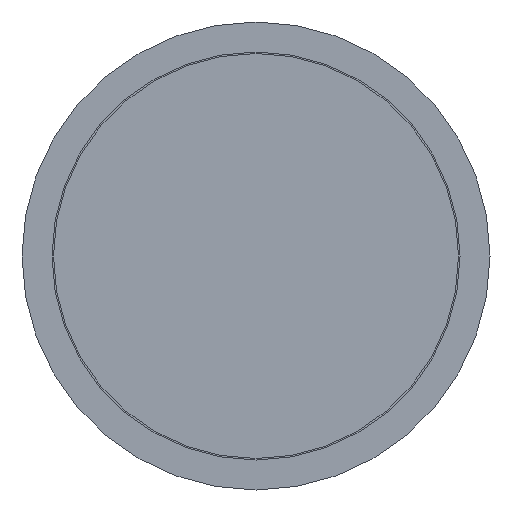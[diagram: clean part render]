
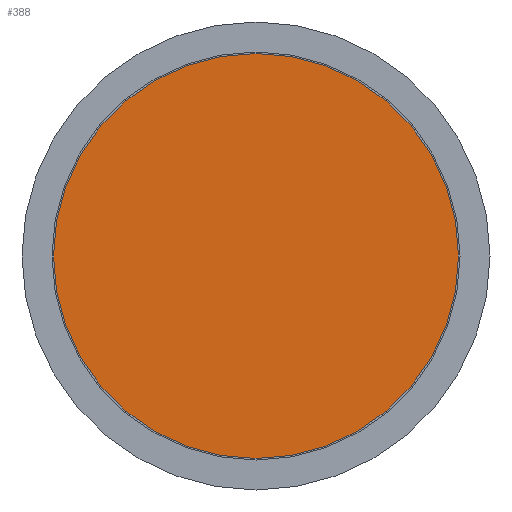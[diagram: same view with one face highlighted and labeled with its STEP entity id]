
A CAD part, front view. The second image highlights one B-rep face of the part: STEP entity #388.
In plain terms, the highlighted planar face has unit normal (0, -1, 0).
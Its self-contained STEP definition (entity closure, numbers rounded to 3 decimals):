
#14 = DIRECTION ( 'NONE',  ( 0., 0., -1. ) ) ;
#16 = CARTESIAN_POINT ( 'NONE',  ( -33.75, 0., 0. ) ) ;
#94 = PLANE ( 'NONE',  #210 ) ;
#104 = EDGE_LOOP ( 'NONE', ( #207 ) ) ;
#185 = DIRECTION ( 'NONE',  ( 0., 1., 0. ) ) ;
#191 = CIRCLE ( 'NONE', #545, 33.75 ) ;
#207 = ORIENTED_EDGE ( 'NONE', *, *, #456, .T. ) ;
#210 = AXIS2_PLACEMENT_3D ( 'NONE', #16, #185, #403 ) ;
#240 = VERTEX_POINT ( 'NONE', #325 ) ;
#325 = CARTESIAN_POINT ( 'NONE',  ( 0., 0., -33.75 ) ) ;
#388 = ADVANCED_FACE ( 'NONE', ( #482 ), #94, .F. ) ;
#398 = DIRECTION ( 'NONE',  ( 0., -1., 0. ) ) ;
#403 = DIRECTION ( 'NONE',  ( 0., 0., 1. ) ) ;
#437 = CARTESIAN_POINT ( 'NONE',  ( 0., 0., 0. ) ) ;
#456 = EDGE_CURVE ( 'NONE', #240, #240, #191, .T. ) ;
#482 = FACE_OUTER_BOUND ( 'NONE', #104, .T. ) ;
#545 = AXIS2_PLACEMENT_3D ( 'NONE', #437, #398, #14 ) ;
